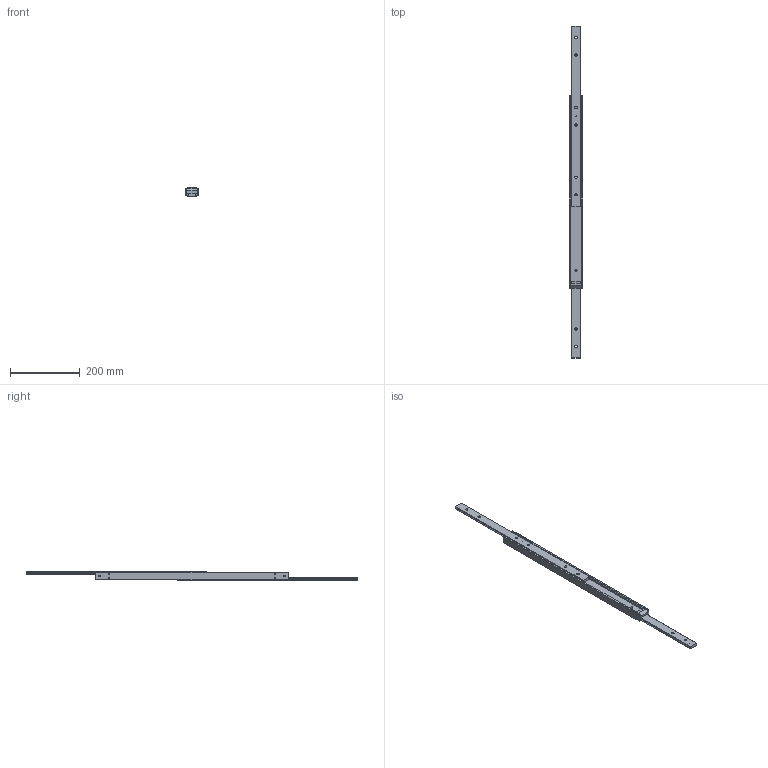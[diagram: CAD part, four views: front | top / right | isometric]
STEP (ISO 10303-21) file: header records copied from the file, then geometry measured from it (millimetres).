
FILE_DESCRIPTION((''),'2;1');
FILE_NAME('DTSB-40 550.stp','2021-04-14T13:52:03',(''),(''),'Mechanical Desktop 2006','Mechanical Desktop 2006',', , ');
FILE_SCHEMA(('CONFIG_CONTROL_DESIGN'));
Length unit declared in the file: millimetre
Products named in the file (4): DTSB40 B; INNER BEAM; OUTER BEAM; STOPPER
Assembly tree (5 placements, depth 2):
  DTSB40 B
    INNER BEAM
    OUTER BEAM  x2
    STOPPER  x2
Bounding box: 40 x 950 x 24 mm (x, y, z)
Volume: 363341.9 mm3; surface area: 167645.9 mm2
Topology: 5 solids, 5 shells, 186 faces, 556 edges, 364 vertices
Faces by surface type: cylinder 112, plane 66, cone 8
Entity records: 5301 total; most frequent: CARTESIAN_POINT 1585, ORIENTED_EDGE 764, DIRECTION 740, EDGE_CURVE 382, AXIS2_PLACEMENT_3D 273, VERTEX_POINT 254, VECTOR 194, LINE 194
